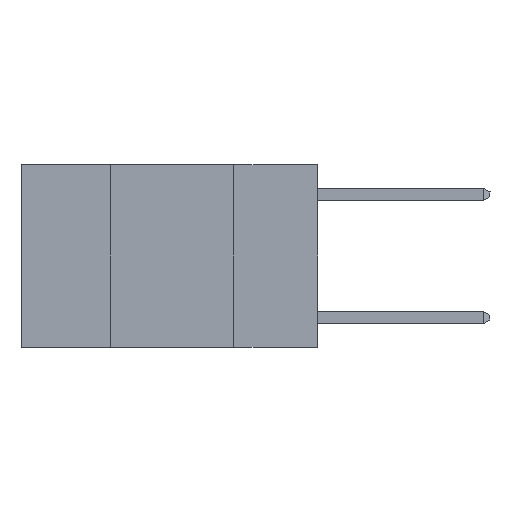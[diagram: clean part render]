
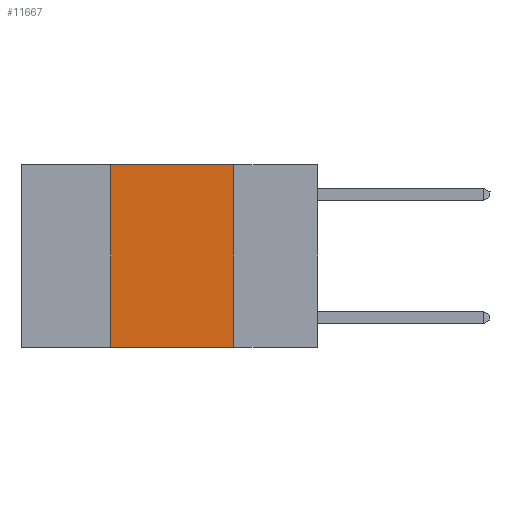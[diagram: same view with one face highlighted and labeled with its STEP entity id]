
A CAD part, left-side view. The second image highlights one B-rep face of the part: STEP entity #11667.
In plain terms, the highlighted planar face has unit normal (-1, 0, 0).
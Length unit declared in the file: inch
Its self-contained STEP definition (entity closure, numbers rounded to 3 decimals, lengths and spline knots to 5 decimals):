
#69 = AXIS2_PLACEMENT_3D ( 'NONE', #12738, #14454, #4578 ) ;
#2051 = EDGE_CURVE ( 'NONE', #25131, #10707, #6742, .T. ) ;
#2218 = EDGE_LOOP ( 'NONE', ( #4267, #20096, #13928, #12531 ) ) ;
#3185 = CARTESIAN_POINT ( 'NONE',  ( 0., 0.6, 0. ) ) ;
#3697 = VECTOR ( 'NONE', #11670, 39.37008 ) ;
#3766 = CARTESIAN_POINT ( 'NONE',  ( 0., 0.6, -0.37 ) ) ;
#4267 = ORIENTED_EDGE ( 'NONE', *, *, #2051, .F. ) ;
#4578 = DIRECTION ( 'NONE',  ( 0., 0., -1. ) ) ;
#4872 = EDGE_CURVE ( 'NONE', #10917, #25131, #13029, .T. ) ;
#5453 = EDGE_CURVE ( 'NONE', #19493, #10917, #13394, .T. ) ;
#5846 = CARTESIAN_POINT ( 'NONE',  ( 0., 0.42, 0. ) ) ;
#6742 = LINE ( 'NONE', #22656, #15589 ) ;
#6744 = FACE_OUTER_BOUND ( 'NONE', #2218, .T. ) ;
#7392 = CARTESIAN_POINT ( 'NONE',  ( 0., 0.42, -0.37 ) ) ;
#7654 = DIRECTION ( 'NONE',  ( 0., 0., 1. ) ) ;
#9022 = EDGE_CURVE ( 'NONE', #19493, #10707, #21596, .T. ) ;
#9464 = VECTOR ( 'NONE', #20990, 39.37008 ) ;
#10707 = VERTEX_POINT ( 'NONE', #21015 ) ;
#10917 = VERTEX_POINT ( 'NONE', #19430 ) ;
#11667 = ADVANCED_FACE ( 'NONE', ( #6744 ), #22532, .F. ) ;
#11670 = DIRECTION ( 'NONE',  ( 0., -1., 0. ) ) ;
#12531 = ORIENTED_EDGE ( 'NONE', *, *, #9022, .T. ) ;
#12738 = CARTESIAN_POINT ( 'NONE',  ( 0., 0.6, 0. ) ) ;
#13029 = LINE ( 'NONE', #3185, #9464 ) ;
#13394 = LINE ( 'NONE', #5846, #24064 ) ;
#13928 = ORIENTED_EDGE ( 'NONE', *, *, #5453, .F. ) ;
#14454 = DIRECTION ( 'NONE',  ( 1., 0., 0. ) ) ;
#15589 = VECTOR ( 'NONE', #20681, 39.37008 ) ;
#16852 = CARTESIAN_POINT ( 'NONE',  ( 0., 0.17, 0. ) ) ;
#19430 = CARTESIAN_POINT ( 'NONE',  ( 0., 0.42, 0. ) ) ;
#19493 = VERTEX_POINT ( 'NONE', #7392 ) ;
#20096 = ORIENTED_EDGE ( 'NONE', *, *, #4872, .F. ) ;
#20681 = DIRECTION ( 'NONE',  ( 0., 0., -1. ) ) ;
#20990 = DIRECTION ( 'NONE',  ( 0., -1., 0. ) ) ;
#21015 = CARTESIAN_POINT ( 'NONE',  ( 0., 0.17, -0.37 ) ) ;
#21596 = LINE ( 'NONE', #3766, #3697 ) ;
#22532 = PLANE ( 'NONE',  #69 ) ;
#22656 = CARTESIAN_POINT ( 'NONE',  ( 0., 0.17, 0. ) ) ;
#24064 = VECTOR ( 'NONE', #7654, 39.37008 ) ;
#25131 = VERTEX_POINT ( 'NONE', #16852 ) ;
